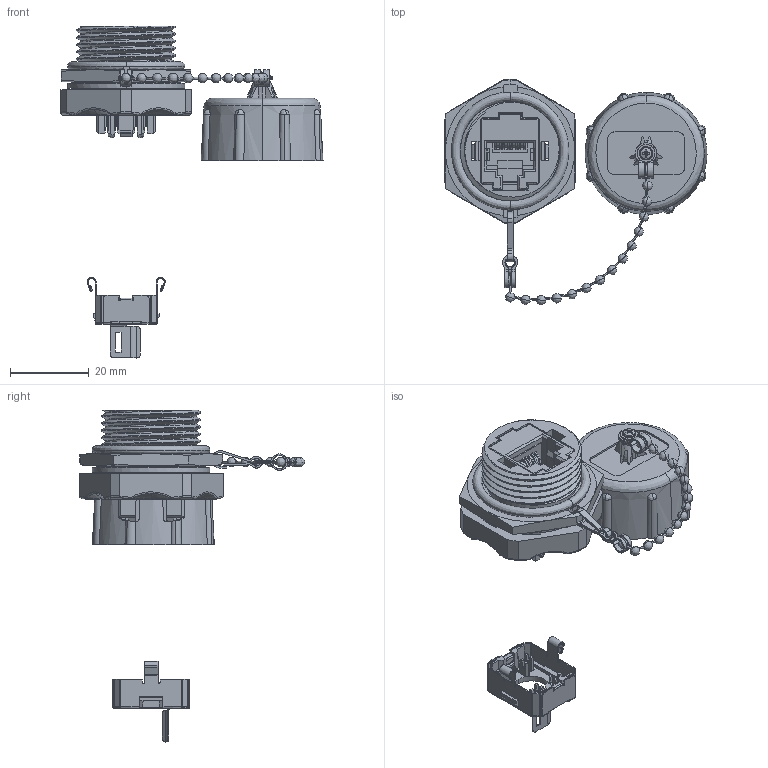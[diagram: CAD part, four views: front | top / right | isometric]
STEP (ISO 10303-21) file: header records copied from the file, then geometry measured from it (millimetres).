
FILE_DESCRIPTION (( 'STEP AP203' ), '1' );
FILE_NAME ('WBRJC6A-110_3D.STEP', '2022-06-13T18:31:24', ( '' ), ( '' ), 'SwSTEP 2.0', 'SolidWorks 2021', '' );
FILE_SCHEMA (( 'CONFIG_CONTROL_DESIGN' ));
Products named in the file (1): WBRJC6A-110_3D
Bounding box: 66.4 x 57.21 x 84.12 mm (x, y, z)
Surface area: 22924.1 mm2 (no closed solid volume)
Topology: 0 solids, 29 shells, 2072 faces, 5687 edges, 3619 vertices
Faces by surface type: bspline 2059, plane 13
Entity records: 81508 total; most frequent: CARTESIAN_POINT 48220, ORIENTED_EDGE 11176, EDGE_CURVE 5597, B_SPLINE_CURVE_WITH_KNOTS 4917, VERTEX_POINT 3619, EDGE_LOOP 2179, FACE_OUTER_BOUND 2072, ADVANCED_FACE 2072
